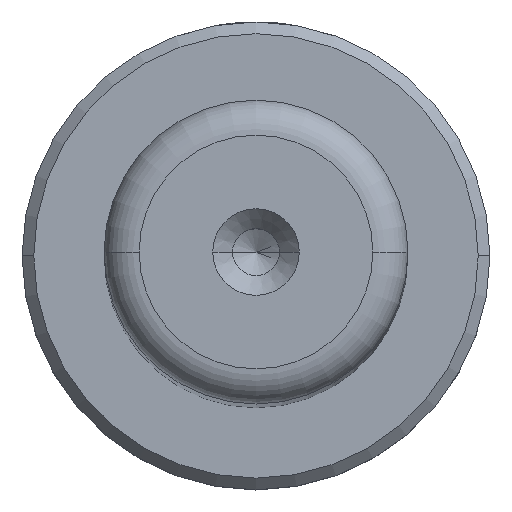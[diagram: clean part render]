
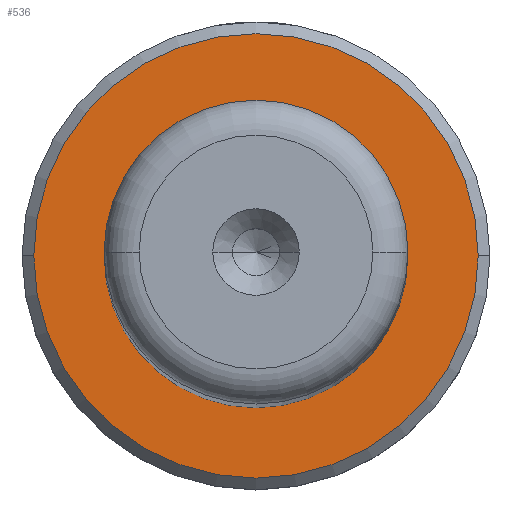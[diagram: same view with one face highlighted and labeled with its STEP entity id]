
A CAD part, top view. The second image highlights one B-rep face of the part: STEP entity #536.
In plain terms, the highlighted planar face has unit normal (0, 0, 1).
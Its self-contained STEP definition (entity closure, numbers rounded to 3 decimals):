
#29 = DIRECTION ( 'NONE',  ( 0., 0., -1. ) ) ;
#72 = FACE_OUTER_BOUND ( 'NONE', #1117, .T. ) ;
#83 = CARTESIAN_POINT ( 'NONE',  ( 0., 0., 15. ) ) ;
#158 = EDGE_LOOP ( 'NONE', ( #280, #786 ) ) ;
#232 = DIRECTION ( 'NONE',  ( -1., 0., 0. ) ) ;
#280 = ORIENTED_EDGE ( 'NONE', *, *, #1560, .T. ) ;
#286 = DIRECTION ( 'NONE',  ( 1., 0., 0. ) ) ;
#398 = CIRCLE ( 'NONE', #460, 5.995 ) ;
#425 = CARTESIAN_POINT ( 'NONE',  ( 0., 0., 15. ) ) ;
#460 = AXIS2_PLACEMENT_3D ( 'NONE', #83, #1204, #232 ) ;
#536 = ADVANCED_FACE ( 'NONE', ( #72, #1367 ), #1255, .T. ) ;
#578 = DIRECTION ( 'NONE',  ( 1., 0., 0. ) ) ;
#580 = EDGE_CURVE ( 'NONE', #1221, #1740, #894, .T. ) ;
#610 = AXIS2_PLACEMENT_3D ( 'NONE', #1101, #1881, #286 ) ;
#786 = ORIENTED_EDGE ( 'NONE', *, *, #1609, .T. ) ;
#869 = CARTESIAN_POINT ( 'NONE',  ( 0., 0., 15. ) ) ;
#872 = CARTESIAN_POINT ( 'NONE',  ( -9.5, 0., 15. ) ) ;
#894 = CIRCLE ( 'NONE', #1159, 9.5 ) ;
#996 = AXIS2_PLACEMENT_3D ( 'NONE', #1350, #29, #1158 ) ;
#1026 = DIRECTION ( 'NONE',  ( 1., 0., 0. ) ) ;
#1101 = CARTESIAN_POINT ( 'NONE',  ( 0., 0., 15. ) ) ;
#1103 = CARTESIAN_POINT ( 'NONE',  ( -5.995, 0., 15. ) ) ;
#1114 = AXIS2_PLACEMENT_3D ( 'NONE', #869, #1982, #1026 ) ;
#1117 = EDGE_LOOP ( 'NONE', ( #2019, #1463 ) ) ;
#1128 = VERTEX_POINT ( 'NONE', #1103 ) ;
#1158 = DIRECTION ( 'NONE',  ( -1., 0., 0. ) ) ;
#1159 = AXIS2_PLACEMENT_3D ( 'NONE', #425, #1552, #578 ) ;
#1204 = DIRECTION ( 'NONE',  ( 0., 0., -1. ) ) ;
#1221 = VERTEX_POINT ( 'NONE', #872 ) ;
#1255 = PLANE ( 'NONE',  #610 ) ;
#1350 = CARTESIAN_POINT ( 'NONE',  ( 0., 0., 15. ) ) ;
#1367 = FACE_BOUND ( 'NONE', #158, .T. ) ;
#1463 = ORIENTED_EDGE ( 'NONE', *, *, #1690, .T. ) ;
#1552 = DIRECTION ( 'NONE',  ( 0., 0., 1. ) ) ;
#1560 = EDGE_CURVE ( 'NONE', #1887, #1128, #398, .T. ) ;
#1609 = EDGE_CURVE ( 'NONE', #1128, #1887, #1934, .T. ) ;
#1690 = EDGE_CURVE ( 'NONE', #1740, #1221, #1851, .T. ) ;
#1740 = VERTEX_POINT ( 'NONE', #2000 ) ;
#1788 = CARTESIAN_POINT ( 'NONE',  ( 5.995, 0., 15. ) ) ;
#1851 = CIRCLE ( 'NONE', #1114, 9.5 ) ;
#1881 = DIRECTION ( 'NONE',  ( 0., 0., 1. ) ) ;
#1887 = VERTEX_POINT ( 'NONE', #1788 ) ;
#1934 = CIRCLE ( 'NONE', #996, 5.995 ) ;
#1982 = DIRECTION ( 'NONE',  ( 0., 0., 1. ) ) ;
#2000 = CARTESIAN_POINT ( 'NONE',  ( 9.5, 0., 15. ) ) ;
#2019 = ORIENTED_EDGE ( 'NONE', *, *, #580, .T. ) ;
